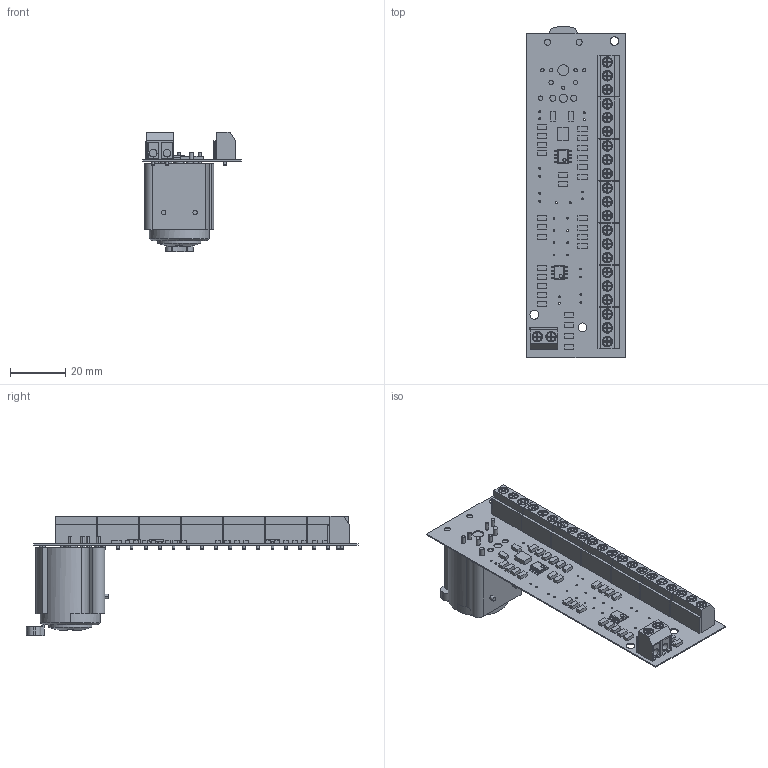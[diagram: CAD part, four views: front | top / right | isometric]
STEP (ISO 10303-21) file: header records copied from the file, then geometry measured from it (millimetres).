
FILE_DESCRIPTION(('Open CASCADE Model'),'2;1');
FILE_NAME('Open CASCADE Shape Model','2020-04-25T12:39:03',('Author'),( 'Open CASCADE'),'Open CASCADE STEP processor 6.8','Open CASCADE 6.8' ,'Unknown');
FILE_SCHEMA(('AUTOMOTIVE_DESIGN { 1 0 10303 214 1 1 1 1 }'));
Products named in the file (1): PCB
Bounding box: 35.67 x 120.63 x 43.26 mm (x, y, z)
Volume: 20729.3 mm3; surface area: 30339.5 mm2
Topology: 136 solids, 136 shells, 1990 faces, 4893 edges, 3214 vertices
Faces by surface type: plane 1366, cylinder 554, torus 46, sphere 24
Full cylindrical faces by diameter (mm): 0.7 x26, 1 x23, 1.1 x15, 1.2 x5, 1.6 x3, 2.2 x4, 2.75 x23, 3 x1, 3.2 x3, 3.5 x23, 3.8 x23, 4 x1
Entity records: 59820 total; most frequent: CARTESIAN_POINT 10478, DIRECTION 10017, ORIENTED_EDGE 9786, EDGE_CURVE 4893, LINE 3645, VECTOR 3645, VERTEX_POINT 3214, AXIS2_PLACEMENT_3D 3186
